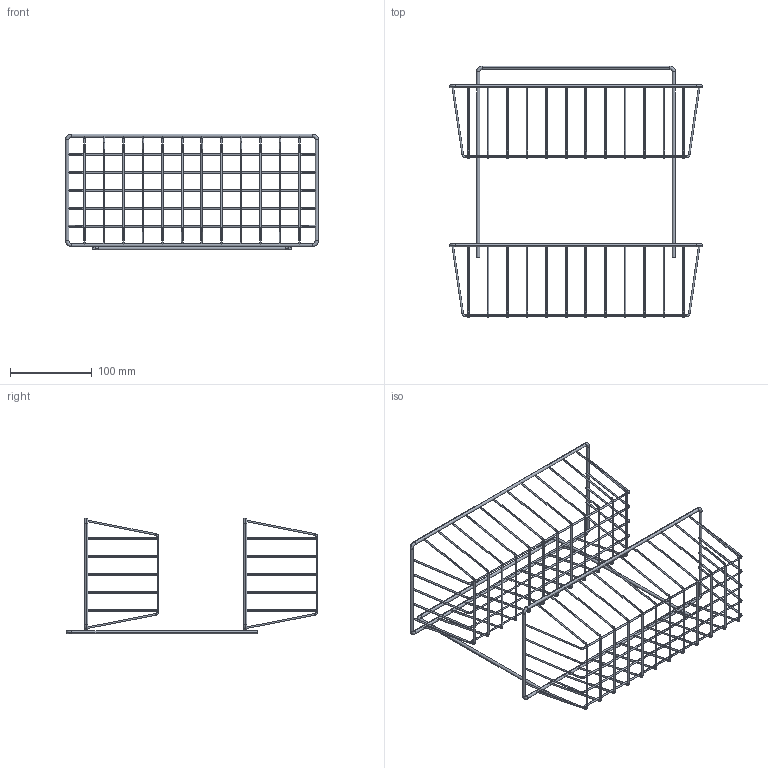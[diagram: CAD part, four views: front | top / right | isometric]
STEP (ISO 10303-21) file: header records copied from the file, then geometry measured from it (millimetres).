
FILE_DESCRIPTION (( 'STEP AP203' ), '1' );
FILE_NAME ('LM 206_2.STEP', '2023-02-22T13:16:10', ( '' ), ( '' ), 'SwSTEP 2.0', 'SolidWorks 2021', '' );
FILE_SCHEMA (( 'CONFIG_CONTROL_DESIGN' ));
Length unit declared in the file: millimetre
Products named in the file (3): LM 206_2; 10004_Default<As Machined>; 10005_Default<As Machined>
Assembly tree (3 placements, depth 2):
  LM 206_2
    10004_Default<As Machined>  x2
    10005_Default<As Machined>
Bounding box: 310 x 308.65 x 142 mm (x, y, z)
Volume: 65792.6 mm3; surface area: 101104.9 mm2
Topology: 37 solids, 37 shells, 452 faces, 974 edges, 592 vertices
Faces by surface type: cylinder 226, torus 156, plane 70
Entity records: 6731 total; most frequent: DIRECTION 1360, CARTESIAN_POINT 1042, ORIENTED_EDGE 1000, AXIS2_PLACEMENT_3D 622, EDGE_CURVE 500, CIRCLE 384, VERTEX_POINT 304, ADVANCED_FACE 232
